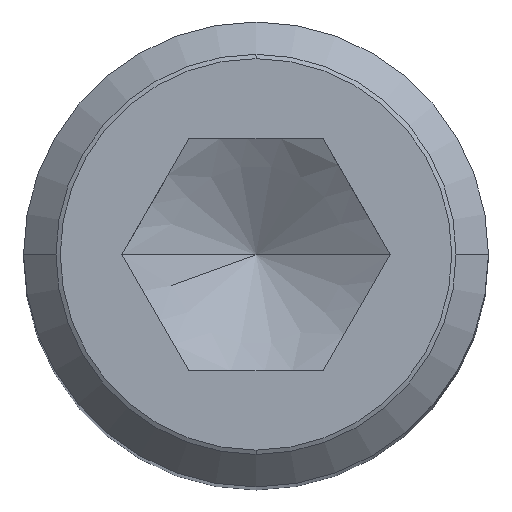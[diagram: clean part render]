
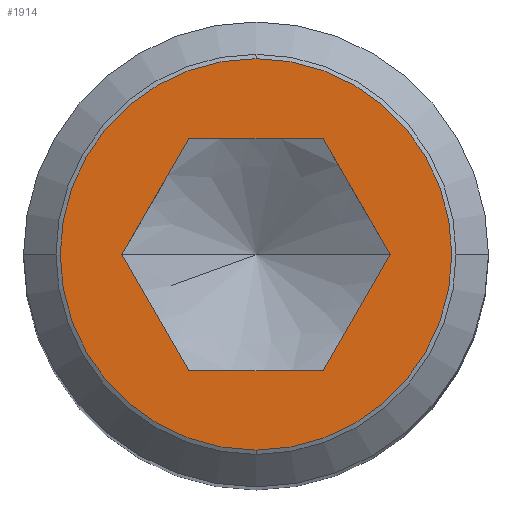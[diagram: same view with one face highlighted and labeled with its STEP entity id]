
A CAD part, top view. The second image highlights one B-rep face of the part: STEP entity #1914.
In plain terms, the highlighted planar face has unit normal (0, 0, 1).
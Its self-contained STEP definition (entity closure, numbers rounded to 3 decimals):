
#1350=EDGE_CURVE('',#3362,#2348,#3703,.T.);
#1502=EDGE_CURVE('',#1690,#1856,#3874,.T.);
#1672=EDGE_CURVE('',#2348,#1690,#4058,.T.);
#1690=VERTEX_POINT('',#4077);
#1856=VERTEX_POINT('',#4260);
#1914=ADVANCED_FACE('',(#4322,#4323),#4324,.T.);
#2170=VERTEX_POINT('',#4616);
#2182=VERTEX_POINT('',#4630);
#2342=EDGE_CURVE('',#2182,#2170,#4811,.T.);
#2348=VERTEX_POINT('',#4818);
#2450=EDGE_CURVE('',#2170,#2182,#4931,.T.);
#2536=VERTEX_POINT('',#5029);
#2642=EDGE_CURVE('',#2536,#3362,#5153,.T.);
#2722=VERTEX_POINT('',#5241);
#2794=EDGE_CURVE('',#1856,#2722,#5322,.T.);
#2810=EDGE_CURVE('',#2722,#2536,#5339,.T.);
#3362=VERTEX_POINT('',#5950);
#3703=LINE('',#6358,#6359);
#3874=LINE('',#6600,#6601);
#4058=LINE('',#6877,#6878);
#4077=CARTESIAN_POINT('',(3.464,0.,0.));
#4260=CARTESIAN_POINT('',(1.732,-3.,0.));
#4322=FACE_BOUND('',#7262,.T.);
#4323=FACE_OUTER_BOUND('',#7263,.T.);
#4324=PLANE('',#7264);
#4616=CARTESIAN_POINT('',(0.,5.053,0.));
#4630=CARTESIAN_POINT('',(0.,-5.053,0.));
#4811=CIRCLE('',#7945,5.053);
#4818=CARTESIAN_POINT('',(1.732,3.,0.));
#4931=CIRCLE('',#8123,5.053);
#5029=CARTESIAN_POINT('',(-3.464,0.,0.));
#5153=LINE('',#8421,#8422);
#5241=CARTESIAN_POINT('',(-1.732,-3.,0.));
#5322=LINE('',#8665,#8666);
#5339=LINE('',#8688,#8689);
#5950=CARTESIAN_POINT('',(-1.732,3.,0.));
#6358=CARTESIAN_POINT('',(0.866,3.,0.));
#6359=VECTOR('',#10078,1.0);
#6600=CARTESIAN_POINT('',(2.165,-2.25,0.));
#6601=VECTOR('',#10283,1.0);
#6877=CARTESIAN_POINT('',(3.031,0.75,0.));
#6878=VECTOR('',#10457,1.0);
#7262=EDGE_LOOP('',(#10710,#10711,#10712,#10713,#10714,#10715));
#7263=EDGE_LOOP('',(#10716,#10717));
#7264=AXIS2_PLACEMENT_3D('',#10718,#10719,#10720);
#7945=AXIS2_PLACEMENT_3D('',#11323,#11324,#11325);
#8123=AXIS2_PLACEMENT_3D('',#11502,#11503,#11504);
#8421=CARTESIAN_POINT('',(-2.165,2.25,0.));
#8422=VECTOR('',#11787,1.0);
#8665=CARTESIAN_POINT('',(-0.866,-3.,0.));
#8666=VECTOR('',#11970,1.0);
#8688=CARTESIAN_POINT('',(-3.031,-0.75,0.));
#8689=VECTOR('',#11981,1.0);
#10078=DIRECTION('',(1.0,0.0,0.0));
#10283=DIRECTION('',(-0.5,-0.866,0.));
#10457=DIRECTION('',(0.5,-0.866,0.));
#10710=ORIENTED_EDGE('',*,*,#2810,.T.);
#10711=ORIENTED_EDGE('',*,*,#2642,.T.);
#10712=ORIENTED_EDGE('',*,*,#1350,.T.);
#10713=ORIENTED_EDGE('',*,*,#1672,.T.);
#10714=ORIENTED_EDGE('',*,*,#1502,.T.);
#10715=ORIENTED_EDGE('',*,*,#2794,.T.);
#10716=ORIENTED_EDGE('',*,*,#2450,.T.);
#10717=ORIENTED_EDGE('',*,*,#2342,.T.);
#10718=CARTESIAN_POINT('',(-4.283,0.,0.));
#10719=DIRECTION('',(0.0,0.0,1.0));
#10720=DIRECTION('',(-1.0,0.,0.0));
#11323=CARTESIAN_POINT('',(0.,0.,0.));
#11324=DIRECTION('',(0.0,0.0,1.0));
#11325=DIRECTION('',(0.,1.0,0.0));
#11502=CARTESIAN_POINT('',(0.,0.,0.));
#11503=DIRECTION('',(0.0,0.0,1.0));
#11504=DIRECTION('',(0.,1.0,0.0));
#11787=DIRECTION('',(0.5,0.866,0.));
#11970=DIRECTION('',(-1.0,0.0,0.0));
#11981=DIRECTION('',(-0.5,0.866,0.));
